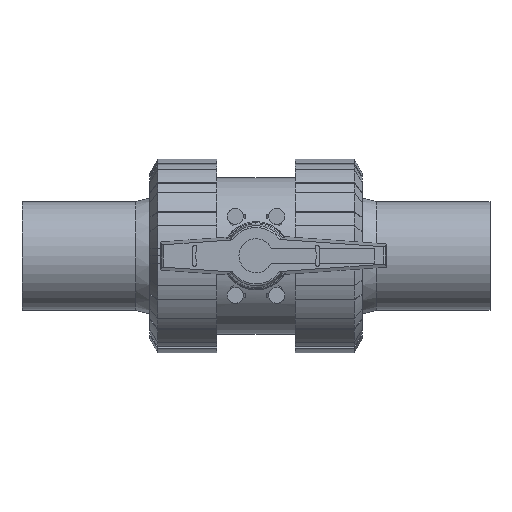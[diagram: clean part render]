
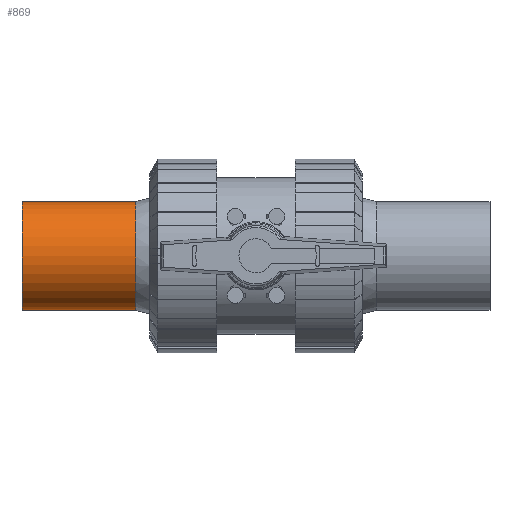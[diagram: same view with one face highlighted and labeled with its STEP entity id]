
A CAD part, top view. The second image highlights one B-rep face of the part: STEP entity #869.
In plain terms, the highlighted cylindrical face has radius 55 mm (diameter 110 mm), a partial arc.
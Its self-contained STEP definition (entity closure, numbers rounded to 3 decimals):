
#869=ADVANCED_FACE('',(#1966),#1967,.T.);
#1966=FACE_OUTER_BOUND('',#3351,.T.);
#1967=CYLINDRICAL_SURFACE('',#3352,55.0);
#3351=EDGE_LOOP('',(#5539,#5540,#5541,#5542));
#3352=AXIS2_PLACEMENT_3D('',#5543,#5544,#5545);
#5539=ORIENTED_EDGE('',*,*,#9167,.T.);
#5540=ORIENTED_EDGE('',*,*,#9168,.F.);
#5541=ORIENTED_EDGE('',*,*,#9165,.F.);
#5542=ORIENTED_EDGE('',*,*,#9169,.T.);
#5543=CARTESIAN_POINT('',(-70.575,0.0,100.0));
#5544=DIRECTION('',(-1.0,0.0,0.0));
#5545=DIRECTION('',(0.0,1.0,0.0));
#9165=EDGE_CURVE('',#11126,#11127,#11129,.T.);
#9167=EDGE_CURVE('',#11131,#11132,#11133,.T.);
#9168=EDGE_CURVE('',#11127,#11132,#11134,.T.);
#9169=EDGE_CURVE('',#11126,#11131,#11135,.T.);
#11126=VERTEX_POINT('',#14417);
#11127=VERTEX_POINT('',#14418);
#11129=CIRCLE('',#14420,55.0);
#11131=VERTEX_POINT('',#14422);
#11132=VERTEX_POINT('',#14423);
#11133=CIRCLE('',#14424,55.0);
#11134=LINE('',#14425,#14426);
#11135=LINE('',#14427,#14428);
#14417=CARTESIAN_POINT('',(-237.0,-55.0,100.0));
#14418=CARTESIAN_POINT('',(-237.0,55.0,100.0));
#14420=AXIS2_PLACEMENT_3D('',#18875,#18876,#18877);
#14422=CARTESIAN_POINT('',(-122.0,-55.0,100.0));
#14423=CARTESIAN_POINT('',(-122.0,55.0,100.0));
#14424=AXIS2_PLACEMENT_3D('',#18878,#18879,#18880);
#14425=CARTESIAN_POINT('',(-237.0,55.0,100.0));
#14426=VECTOR('',#18881,115.0);
#14427=CARTESIAN_POINT('',(-237.0,-55.0,100.0));
#14428=VECTOR('',#18882,115.0);
#18875=CARTESIAN_POINT('',(-237.0,0.0,100.0));
#18876=DIRECTION('',(-1.0,0.0,0.0));
#18877=DIRECTION('',(0.0,-1.0,0.0));
#18878=CARTESIAN_POINT('',(-122.0,0.0,100.0));
#18879=DIRECTION('',(-1.0,0.0,0.0));
#18880=DIRECTION('',(0.0,-1.0,0.));
#18881=DIRECTION('',(1.0,-0.0,0.));
#18882=DIRECTION('',(1.0,0.0,0.));
